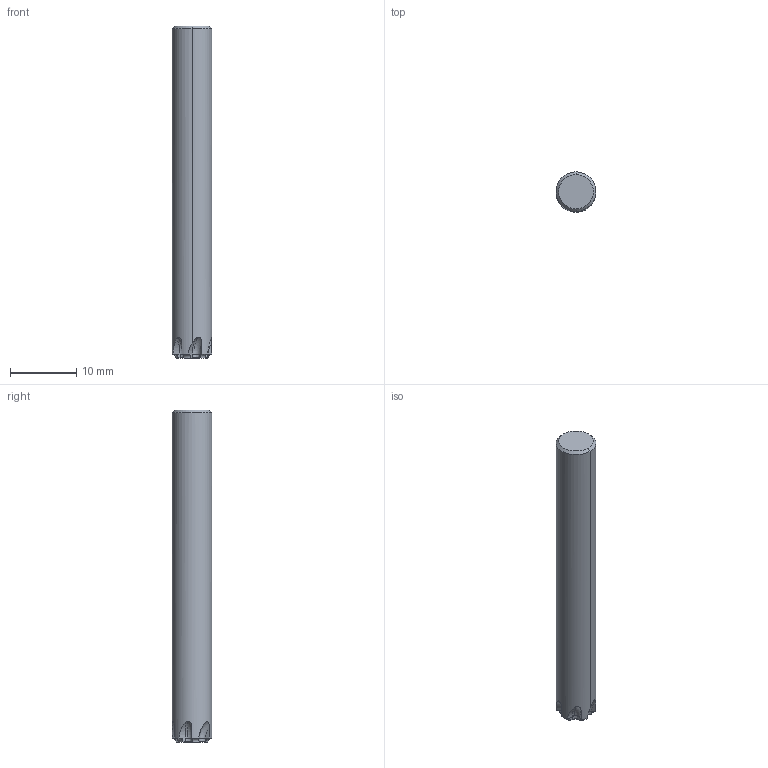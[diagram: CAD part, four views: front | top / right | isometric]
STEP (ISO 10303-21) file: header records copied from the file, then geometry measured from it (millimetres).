
FILE_DESCRIPTION(('no description'),'unknown implementation level');
FILE_NAME('K204108-4_8_0_6-Detail.stp',' ',('CIMSOURCE GmbH'),('CADClick - KiM GmbH - www.kimweb.de'),'unknown preprocess','ACIS','unknown authorization');
FILE_SCHEMA(('automotive_design'));
Length unit declared in the file: millimetre
Products named in the file (2): NOCUT; CUT
Bounding box: 6 x 6 x 50 mm (x, y, z)
Volume: 1389.2 mm3; surface area: 1052 mm2
Topology: 2 solids, 2 shells, 113 faces, 310 edges, 198 vertices
Faces by surface type: torus 30, bspline 30, plane 27, cone 20, cylinder 6
Entity records: 8981 total; most frequent: CARTESIAN_POINT 2957, STYLED_ITEM 617, PRESENTATION_STYLE_ASSIGNMENT 617, COLOUR_RGB 617, ORIENTED_EDGE 612, DIRECTION 436, EDGE_CURVE 306, CURVE_STYLE 306
